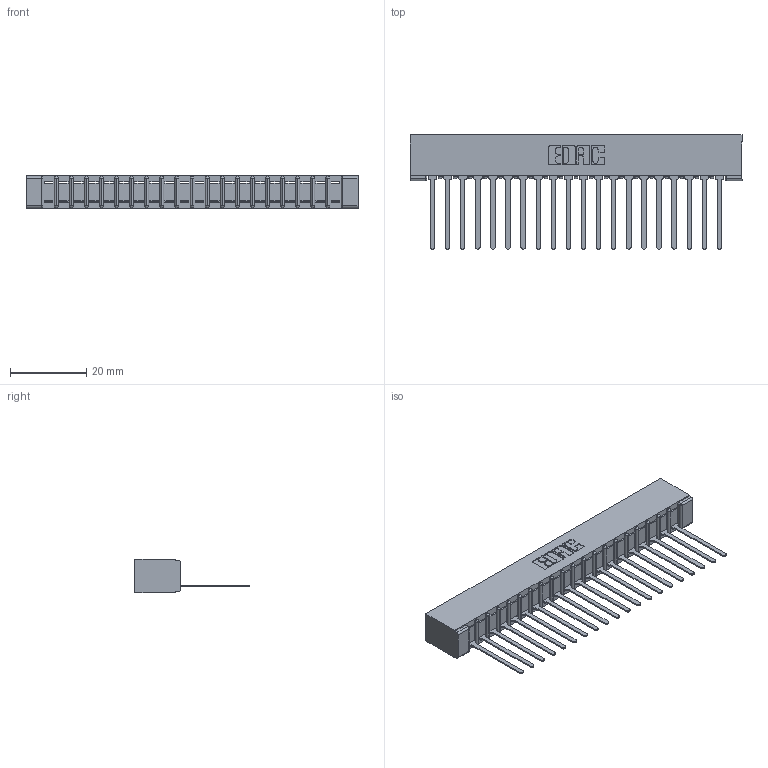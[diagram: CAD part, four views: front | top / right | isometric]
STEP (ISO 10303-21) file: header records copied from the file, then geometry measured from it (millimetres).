
FILE_DESCRIPTION (( 'STEP AP203' ), '1' );
FILE_NAME ('357-020-445-101.STEP', '2020-10-01T03:34:59', ( '' ), ( '' ), 'SwSTEP 2.0', 'SolidWorks 2020', '' );
FILE_SCHEMA (( 'CONFIG_CONTROL_DESIGN' ));
Length unit declared in the file: inch
Products named in the file (3): 307 Part_No Mounting Lugs; 357-020-445-101; 307-290-001_545
Assembly tree (21 placements, depth 2):
  357-020-445-101
    307 Part_No Mounting Lugs
    307-290-001_545  x20
Bounding box: 87.12 x 30 x 8.71 mm (x, y, z)
Volume: 5785.7 mm3; surface area: 9699.3 mm2
Topology: 21 solids, 21 shells, 1251 faces, 3539 edges, 2274 vertices
Faces by surface type: plane 806, cylinder 403, sphere 42
Entity records: 19548 total; most frequent: CARTESIAN_POINT 3284, ORIENTED_EDGE 3270, DIRECTION 3205, EDGE_CURVE 1635, VECTOR 1247, LINE 1247, VERTEX_POINT 1058, AXIS2_PLACEMENT_3D 979
